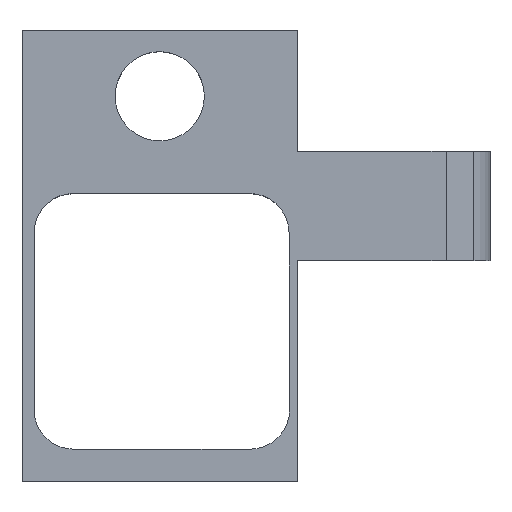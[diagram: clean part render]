
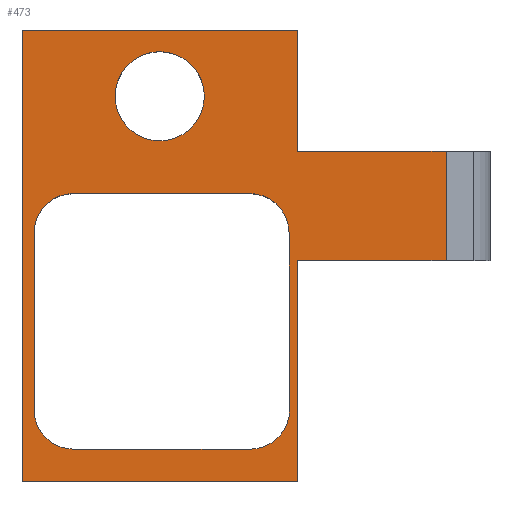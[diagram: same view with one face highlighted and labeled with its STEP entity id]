
A CAD part, top view. The second image highlights one B-rep face of the part: STEP entity #473.
In plain terms, the highlighted planar face has unit normal (0, 0, 1).
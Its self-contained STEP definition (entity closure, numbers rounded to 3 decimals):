
#25=FACE_BOUND('',#60,.T.);
#26=FACE_BOUND('',#61,.T.);
#32=FACE_OUTER_BOUND('',#59,.T.);
#59=EDGE_LOOP('',(#348,#349,#350,#351,#352,#353,#354,#355));
#60=EDGE_LOOP('',(#356,#357,#358,#359,#360,#361,#362,#363));
#61=EDGE_LOOP('',(#364));
#93=CIRCLE('',#521,3.575);
#94=CIRCLE('',#522,3.575);
#95=CIRCLE('',#523,3.575);
#96=CIRCLE('',#524,3.575);
#97=CIRCLE('',#525,4.05);
#115=LINE('',#730,#166);
#122=LINE('',#746,#173);
#123=LINE('',#750,#174);
#124=LINE('',#752,#175);
#125=LINE('',#753,#176);
#126=LINE('',#755,#177);
#127=LINE('',#757,#178);
#128=LINE('',#758,#179);
#129=LINE('',#763,#180);
#130=LINE('',#767,#181);
#131=LINE('',#771,#182);
#132=LINE('',#774,#183);
#166=VECTOR('',#582,10.);
#173=VECTOR('',#595,10.);
#174=VECTOR('',#598,10.);
#175=VECTOR('',#599,10.);
#176=VECTOR('',#600,10.);
#177=VECTOR('',#601,10.);
#178=VECTOR('',#602,10.);
#179=VECTOR('',#603,10.);
#180=VECTOR('',#606,10.);
#181=VECTOR('',#609,10.);
#182=VECTOR('',#612,10.);
#183=VECTOR('',#615,10.);
#222=VERTEX_POINT('',#728);
#223=VERTEX_POINT('',#729);
#229=VERTEX_POINT('',#744);
#230=VERTEX_POINT('',#748);
#231=VERTEX_POINT('',#749);
#232=VERTEX_POINT('',#751);
#233=VERTEX_POINT('',#754);
#234=VERTEX_POINT('',#756);
#235=VERTEX_POINT('',#759);
#236=VERTEX_POINT('',#760);
#237=VERTEX_POINT('',#762);
#238=VERTEX_POINT('',#764);
#239=VERTEX_POINT('',#766);
#240=VERTEX_POINT('',#768);
#241=VERTEX_POINT('',#770);
#242=VERTEX_POINT('',#772);
#243=VERTEX_POINT('',#775);
#268=EDGE_CURVE('',#222,#223,#115,.T.);
#277=EDGE_CURVE('',#223,#229,#122,.T.);
#278=EDGE_CURVE('',#230,#231,#123,.T.);
#279=EDGE_CURVE('',#231,#232,#124,.T.);
#280=EDGE_CURVE('',#232,#222,#125,.T.);
#281=EDGE_CURVE('',#233,#229,#126,.T.);
#282=EDGE_CURVE('',#233,#234,#127,.T.);
#283=EDGE_CURVE('',#234,#230,#128,.T.);
#284=EDGE_CURVE('',#235,#236,#93,.T.);
#285=EDGE_CURVE('',#236,#237,#129,.T.);
#286=EDGE_CURVE('',#237,#238,#94,.T.);
#287=EDGE_CURVE('',#238,#239,#130,.T.);
#288=EDGE_CURVE('',#239,#240,#95,.T.);
#289=EDGE_CURVE('',#240,#241,#131,.T.);
#290=EDGE_CURVE('',#241,#242,#96,.T.);
#291=EDGE_CURVE('',#242,#235,#132,.T.);
#292=EDGE_CURVE('',#243,#243,#97,.T.);
#348=ORIENTED_EDGE('',*,*,#278,.T.);
#349=ORIENTED_EDGE('',*,*,#279,.T.);
#350=ORIENTED_EDGE('',*,*,#280,.T.);
#351=ORIENTED_EDGE('',*,*,#268,.T.);
#352=ORIENTED_EDGE('',*,*,#277,.T.);
#353=ORIENTED_EDGE('',*,*,#281,.F.);
#354=ORIENTED_EDGE('',*,*,#282,.T.);
#355=ORIENTED_EDGE('',*,*,#283,.T.);
#356=ORIENTED_EDGE('',*,*,#284,.T.);
#357=ORIENTED_EDGE('',*,*,#285,.T.);
#358=ORIENTED_EDGE('',*,*,#286,.T.);
#359=ORIENTED_EDGE('',*,*,#287,.T.);
#360=ORIENTED_EDGE('',*,*,#288,.T.);
#361=ORIENTED_EDGE('',*,*,#289,.T.);
#362=ORIENTED_EDGE('',*,*,#290,.T.);
#363=ORIENTED_EDGE('',*,*,#291,.T.);
#364=ORIENTED_EDGE('',*,*,#292,.T.);
#456=PLANE('',#520);
#473=ADVANCED_FACE('',(#32,#25,#26),#456,.T.);
#520=AXIS2_PLACEMENT_3D('',#747,#596,#597);
#521=AXIS2_PLACEMENT_3D('',#761,#604,#605);
#522=AXIS2_PLACEMENT_3D('',#765,#607,#608);
#523=AXIS2_PLACEMENT_3D('',#769,#610,#611);
#524=AXIS2_PLACEMENT_3D('',#773,#613,#614);
#525=AXIS2_PLACEMENT_3D('',#776,#616,#617);
#582=DIRECTION('',(1.,0.,0.));
#595=DIRECTION('',(0.,1.,0.));
#596=DIRECTION('center_axis',(0.,0.,1.));
#597=DIRECTION('ref_axis',(-1.,0.,0.));
#598=DIRECTION('',(0.,-1.,0.));
#599=DIRECTION('',(1.,0.,0.));
#600=DIRECTION('',(0.,1.,0.));
#601=DIRECTION('',(1.,0.,0.));
#602=DIRECTION('',(0.,1.,0.));
#603=DIRECTION('',(-1.,0.,0.));
#604=DIRECTION('center_axis',(0.,0.,-1.));
#605=DIRECTION('ref_axis',(0.,1.,0.));
#606=DIRECTION('',(1.,0.,0.));
#607=DIRECTION('center_axis',(0.,0.,-1.));
#608=DIRECTION('ref_axis',(1.,0.003,0.));
#609=DIRECTION('',(0.003,-1.,0.));
#610=DIRECTION('center_axis',(0.,0.,-1.));
#611=DIRECTION('ref_axis',(0.,-1.,0.));
#612=DIRECTION('',(-1.,0.,0.));
#613=DIRECTION('center_axis',(0.,0.,-1.));
#614=DIRECTION('ref_axis',(-1.,0.,0.));
#615=DIRECTION('',(0.,1.,0.));
#616=DIRECTION('center_axis',(0.,0.,-1.));
#617=DIRECTION('ref_axis',(-1.,0.,0.));
#728=CARTESIAN_POINT('',(12.5,-14.9,34.75));
#729=CARTESIAN_POINT('',(26.,-14.9,34.75));
#730=CARTESIAN_POINT('',(10.625,-14.9,34.75));
#744=CARTESIAN_POINT('',(26.,-5.,34.75));
#746=CARTESIAN_POINT('',(26.,-15.,34.75));
#747=CARTESIAN_POINT('Origin',(0.,-14.5,34.75));
#748=CARTESIAN_POINT('',(-12.5,6.,34.75));
#749=CARTESIAN_POINT('',(-12.5,-35.,34.75));
#750=CARTESIAN_POINT('',(-12.5,-35.,34.75));
#751=CARTESIAN_POINT('',(12.5,-35.,34.75));
#752=CARTESIAN_POINT('',(-12.5,-35.,34.75));
#753=CARTESIAN_POINT('',(12.5,-14.75,34.75));
#754=CARTESIAN_POINT('',(12.5,-5.,34.75));
#755=CARTESIAN_POINT('',(12.5,-5.,34.75));
#756=CARTESIAN_POINT('',(12.5,6.,34.75));
#757=CARTESIAN_POINT('',(12.5,6.,34.75));
#758=CARTESIAN_POINT('',(-12.5,6.,34.75));
#759=CARTESIAN_POINT('',(-11.406,-12.415,34.75));
#760=CARTESIAN_POINT('',(-7.831,-8.84,34.75));
#761=CARTESIAN_POINT('Origin',(-7.831,-12.415,34.75));
#762=CARTESIAN_POINT('',(8.169,-8.84,34.75));
#763=CARTESIAN_POINT('',(8.169,-8.84,34.75));
#764=CARTESIAN_POINT('',(11.744,-12.404,34.75));
#765=CARTESIAN_POINT('Origin',(8.169,-12.415,34.75));
#766=CARTESIAN_POINT('',(11.794,-28.454,34.75));
#767=CARTESIAN_POINT('',(11.794,-28.454,34.75));
#768=CARTESIAN_POINT('',(8.219,-32.04,34.75));
#769=CARTESIAN_POINT('Origin',(8.219,-28.465,34.75));
#770=CARTESIAN_POINT('',(-7.831,-32.04,34.75));
#771=CARTESIAN_POINT('',(-7.831,-32.04,34.75));
#772=CARTESIAN_POINT('',(-11.406,-28.465,34.75));
#773=CARTESIAN_POINT('Origin',(-7.831,-28.465,34.75));
#774=CARTESIAN_POINT('',(-11.406,-12.415,34.75));
#775=CARTESIAN_POINT('',(4.05,0.,34.75));
#776=CARTESIAN_POINT('Origin',(0.,0.,
34.75));
